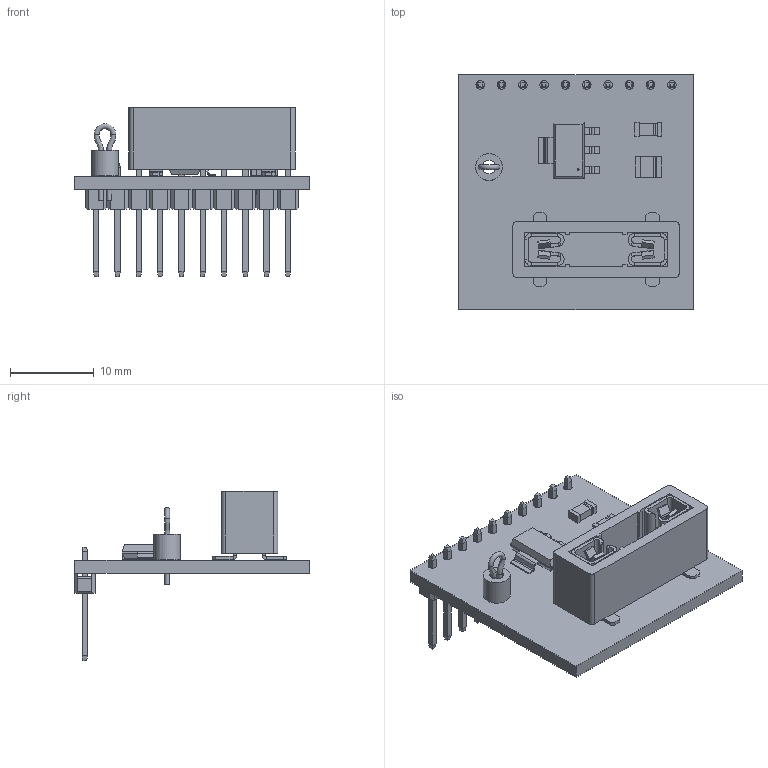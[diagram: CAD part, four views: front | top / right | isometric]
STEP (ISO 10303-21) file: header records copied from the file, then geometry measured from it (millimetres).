
FILE_DESCRIPTION(('KiCad electronic assembly'),'2;1');
FILE_NAME('5V Converter.step','2024-12-27T18:16:27',('Pcbnew'),('Kicad') ,'Open CASCADE STEP processor 7.8','KiCad to STEP converter','Unknown' );
FILE_SCHEMA(('AUTOMOTIVE_DESIGN { 1 0 10303 214 1 1 1 1 }'));
Length unit declared in the file: millimetre
Products named in the file (14): 5V Converter 1; TestPoint_Loop_D2.60mm_Drill1.6mm_Beaded; TestPoint_Loop_D2_60mm_Drill1_6mm_Beaded_cp; SOT-223_ST_LIT; part; 3587TR; 1x10 Male Pin Header; CAP_CL32_SAM; CAP_CL31_SAM; 5V Converter_PCB
Assembly tree (13 placements, depth 3):
  5V Converter 1
    TestPoint_Loop_D2.60mm_Drill1.6mm_Beaded
      TestPoint_Loop_D2_60mm_Drill1_6mm_Beaded_cp
    SOT-223_ST_LIT
      part
    3587TR
      3587TR
    1x10 Male Pin Header
      1x10 Male Pin Header
    CAP_CL32_SAM
      part
    CAP_CL31_SAM
      part
    5V Converter_PCB
Bounding box: 28 x 28.07 x 20.17 mm (x, y, z)
Volume: 2129.2 mm3; surface area: 4229.9 mm2
Topology: 35 solids, 35 shells, 768 faces, 1843 edges, 1142 vertices
Faces by surface type: plane 693, cylinder 72, bspline 2, torus 1
Full cylindrical faces by diameter (mm): 0.185 x1, 0.6 x2, 1.02 x10, 1.6 x2, 3.2 x1
Entity records: 23489 total; most frequent: CARTESIAN_POINT 4256, ORIENTED_EDGE 3686, DIRECTION 3527, EDGE_CURVE 1843, LINE 1693, VECTOR 1693, VERTEX_POINT 1142, AXIS2_PLACEMENT_3D 917
